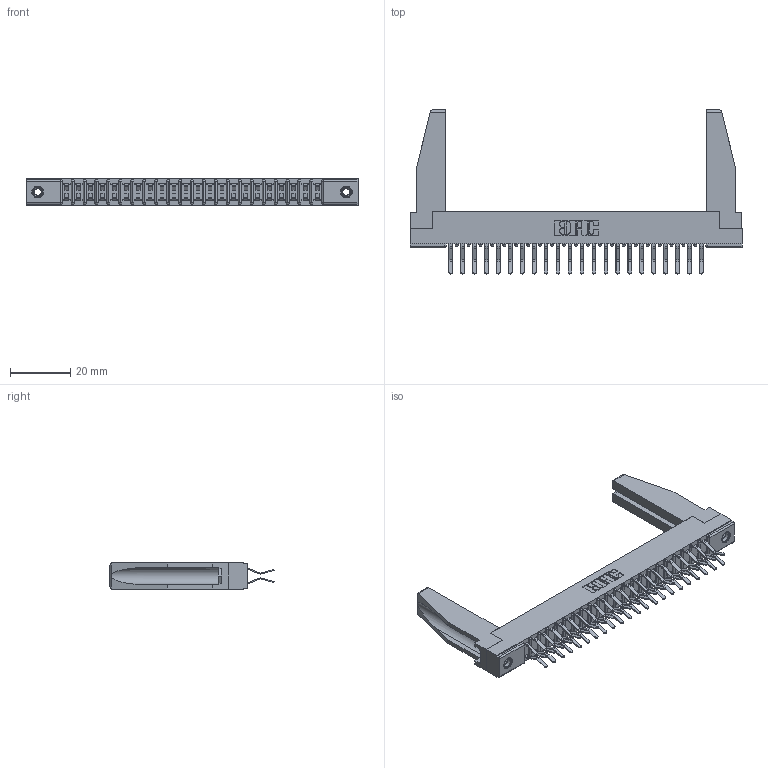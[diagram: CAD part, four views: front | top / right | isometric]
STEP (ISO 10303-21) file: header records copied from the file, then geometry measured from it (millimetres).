
FILE_DESCRIPTION (( 'STEP AP203' ), '1' );
FILE_NAME ('357-044-460-278.STEP', '2020-10-04T01:01:59', ( '' ), ( '' ), 'SwSTEP 2.0', 'SolidWorks 2020', '' );
FILE_SCHEMA (( 'CONFIG_CONTROL_DESIGN' ));
Length unit declared in the file: inch
Products named in the file (5): 357-044-460-278; 307-290-001_560; 307 Part_.156 Dia Mounting Holes; 345-250-001_345-250-001-102; 307-220-078
Assembly tree (49 placements, depth 2):
  357-044-460-278
    307 Part_.156 Dia Mounting Holes
    307-290-001_560  x44
    307-220-078  x2
    345-250-001_345-250-001-102  x2
Bounding box: 110.19 x 54.43 x 8.71 mm (x, y, z)
Volume: 11255.5 mm3; surface area: 16983.8 mm2
Topology: 49 solids, 49 shells, 2471 faces, 6901 edges, 4470 vertices
Faces by surface type: plane 1606, cylinder 803, sphere 46, cone 12, torus 4
Entity records: 24573 total; most frequent: CARTESIAN_POINT 4036, ORIENTED_EDGE 3956, DIRECTION 3916, EDGE_CURVE 1978, LINE 1512, VECTOR 1512, VERTEX_POINT 1280, AXIS2_PLACEMENT_3D 1202
